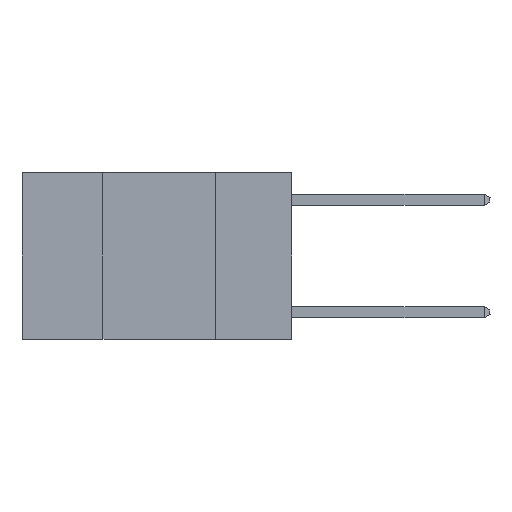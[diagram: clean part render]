
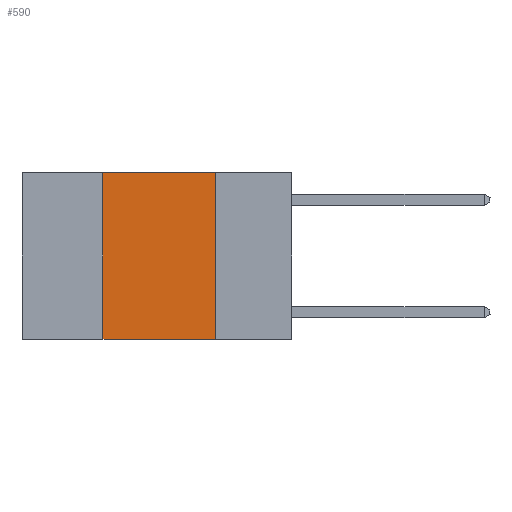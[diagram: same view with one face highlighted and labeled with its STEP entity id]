
A CAD part, left-side view. The second image highlights one B-rep face of the part: STEP entity #590.
In plain terms, the highlighted planar face has unit normal (-1, 0, 0).
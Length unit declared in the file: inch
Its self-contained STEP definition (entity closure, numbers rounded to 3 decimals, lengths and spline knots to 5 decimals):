
#272 = EDGE_CURVE ( 'NONE', #19633, #19363, #11481, .T. ) ;
#590 = ADVANCED_FACE ( 'NONE', ( #14815 ), #21714, .F. ) ;
#1265 = VERTEX_POINT ( 'NONE', #2600 ) ;
#1675 = EDGE_CURVE ( 'NONE', #1265, #13554, #10216, .T. ) ;
#2600 = CARTESIAN_POINT ( 'NONE',  ( 0., 0.42, -0.37 ) ) ;
#4694 = CARTESIAN_POINT ( 'NONE',  ( 0., 0.17, 0. ) ) ;
#5094 = DIRECTION ( 'NONE',  ( 0., 0., -1. ) ) ;
#5261 = EDGE_CURVE ( 'NONE', #1265, #19363, #16695, .T. ) ;
#6003 = DIRECTION ( 'NONE',  ( 0., -1., 0. ) ) ;
#8031 = DIRECTION ( 'NONE',  ( 0., -1., 0. ) ) ;
#8424 = DIRECTION ( 'NONE',  ( 0., 0., 1. ) ) ;
#9872 = CARTESIAN_POINT ( 'NONE',  ( 0., 0.17, -0.37 ) ) ;
#10216 = LINE ( 'NONE', #13130, #15719 ) ;
#11481 = LINE ( 'NONE', #4694, #11589 ) ;
#11589 = VECTOR ( 'NONE', #5094, 39.37008 ) ;
#11932 = LINE ( 'NONE', #17011, #18674 ) ;
#11935 = ORIENTED_EDGE ( 'NONE', *, *, #1675, .F. ) ;
#11959 = AXIS2_PLACEMENT_3D ( 'NONE', #21600, #13112, #18207 ) ;
#12540 = ORIENTED_EDGE ( 'NONE', *, *, #272, .F. ) ;
#13099 = EDGE_CURVE ( 'NONE', #13554, #19633, #11932, .T. ) ;
#13112 = DIRECTION ( 'NONE',  ( 1., 0., 0. ) ) ;
#13130 = CARTESIAN_POINT ( 'NONE',  ( 0., 0.42, 0. ) ) ;
#13554 = VERTEX_POINT ( 'NONE', #18487 ) ;
#14815 = FACE_OUTER_BOUND ( 'NONE', #20705, .T. ) ;
#15155 = ORIENTED_EDGE ( 'NONE', *, *, #5261, .T. ) ;
#15719 = VECTOR ( 'NONE', #8424, 39.37008 ) ;
#16695 = LINE ( 'NONE', #21792, #19088 ) ;
#17011 = CARTESIAN_POINT ( 'NONE',  ( 0., 0.6, 0. ) ) ;
#18207 = DIRECTION ( 'NONE',  ( 0., 0., -1. ) ) ;
#18487 = CARTESIAN_POINT ( 'NONE',  ( 0., 0.42, 0. ) ) ;
#18674 = VECTOR ( 'NONE', #6003, 39.37008 ) ;
#19088 = VECTOR ( 'NONE', #8031, 39.37008 ) ;
#19363 = VERTEX_POINT ( 'NONE', #9872 ) ;
#19633 = VERTEX_POINT ( 'NONE', #19777 ) ;
#19777 = CARTESIAN_POINT ( 'NONE',  ( 0., 0.17, 0. ) ) ;
#20705 = EDGE_LOOP ( 'NONE', ( #12540, #21409, #11935, #15155 ) ) ;
#21409 = ORIENTED_EDGE ( 'NONE', *, *, #13099, .F. ) ;
#21600 = CARTESIAN_POINT ( 'NONE',  ( 0., 0.6, 0. ) ) ;
#21714 = PLANE ( 'NONE',  #11959 ) ;
#21792 = CARTESIAN_POINT ( 'NONE',  ( 0., 0.6, -0.37 ) ) ;
